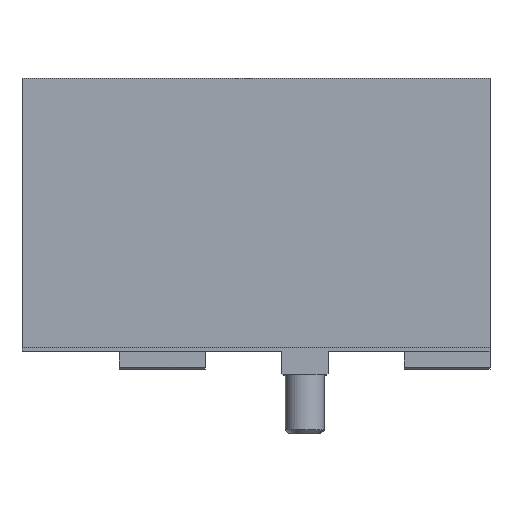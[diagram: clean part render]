
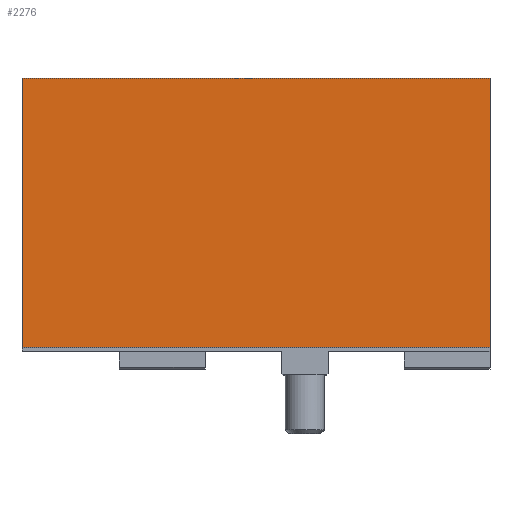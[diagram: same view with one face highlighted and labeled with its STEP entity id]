
A CAD part, top view. The second image highlights one B-rep face of the part: STEP entity #2276.
In plain terms, the highlighted planar face has unit normal (0, 0, 1).
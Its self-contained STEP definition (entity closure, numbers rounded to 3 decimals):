
#137=PLANE('',#2473);
#247=FACE_OUTER_BOUND('',#384,.T.);
#384=EDGE_LOOP('',(#1843,#1844,#1845,#1846));
#578=LINE('',#3609,#790);
#589=LINE('',#3630,#801);
#593=LINE('',#3637,#805);
#594=LINE('',#3638,#806);
#790=VECTOR('',#2924,10.);
#801=VECTOR('',#2939,10.);
#805=VECTOR('',#2945,10.);
#806=VECTOR('',#2946,10.);
#1075=VERTEX_POINT('',#3606);
#1076=VERTEX_POINT('',#3608);
#1083=VERTEX_POINT('',#3627);
#1084=VERTEX_POINT('',#3629);
#1341=EDGE_CURVE('',#1075,#1076,#578,.T.);
#1352=EDGE_CURVE('',#1083,#1084,#589,.T.);
#1356=EDGE_CURVE('',#1075,#1084,#593,.T.);
#1357=EDGE_CURVE('',#1076,#1083,#594,.T.);
#1843=ORIENTED_EDGE('',*,*,#1356,.T.);
#1844=ORIENTED_EDGE('',*,*,#1352,.F.);
#1845=ORIENTED_EDGE('',*,*,#1357,.F.);
#1846=ORIENTED_EDGE('',*,*,#1341,.F.);
#2276=ADVANCED_FACE('',(#247),#137,.T.);
#2473=AXIS2_PLACEMENT_3D('',#3636,#2943,#2944);
#2924=DIRECTION('',(0.,1.,0.));
#2939=DIRECTION('',(0.,-1.,0.));
#2943=DIRECTION('center_axis',(0.,0.,1.));
#2944=DIRECTION('ref_axis',(1.,0.,0.));
#2945=DIRECTION('',(1.,0.,0.));
#2946=DIRECTION('',(1.,0.,0.));
#3606=CARTESIAN_POINT('',(0.,1.,150.));
#3608=CARTESIAN_POINT('',(0.,70.,150.));
#3609=CARTESIAN_POINT('',(0.,0.,150.));
#3627=CARTESIAN_POINT('',(120.,70.,150.));
#3629=CARTESIAN_POINT('',(120.,1.,150.));
#3630=CARTESIAN_POINT('',(120.,49.,150.));
#3636=CARTESIAN_POINT('Origin',(60.429,23.351,150.));
#3637=CARTESIAN_POINT('',(30.214,1.,150.));
#3638=CARTESIAN_POINT('',(0.,70.,150.));
